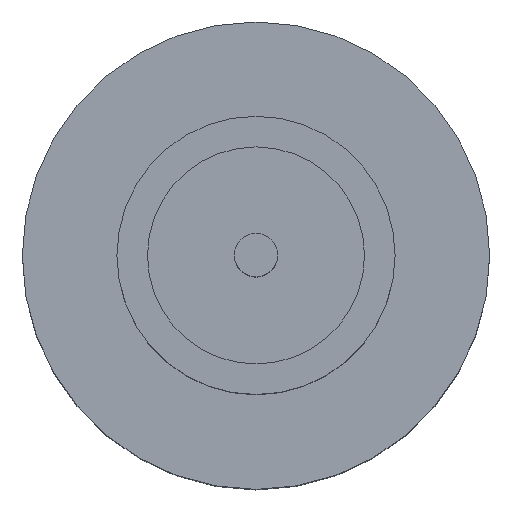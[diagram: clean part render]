
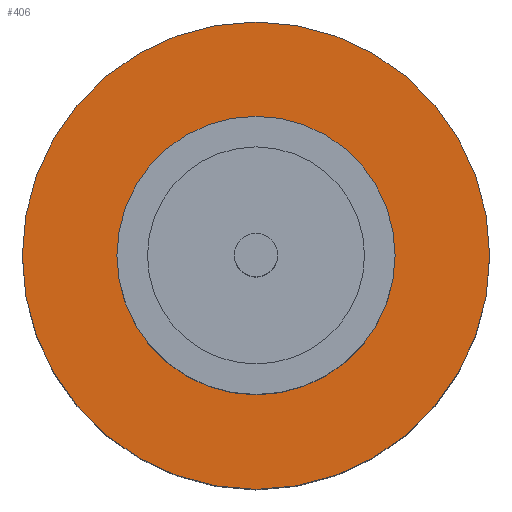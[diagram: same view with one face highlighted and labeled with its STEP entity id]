
A CAD part, top view. The second image highlights one B-rep face of the part: STEP entity #406.
In plain terms, the highlighted planar face has unit normal (0, 0, 1).
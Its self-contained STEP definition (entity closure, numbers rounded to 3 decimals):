
#27 = ORIENTED_EDGE ( 'NONE', *, *, #292, .F. ) ;
#31 = ORIENTED_EDGE ( 'NONE', *, *, #326, .F. ) ;
#72 = DIRECTION ( 'NONE',  ( 1., 0., 0. ) ) ;
#119 = DIRECTION ( 'NONE',  ( 0., 0., 1. ) ) ;
#130 = CARTESIAN_POINT ( 'NONE',  ( -2.1, 0., 1.55 ) ) ;
#160 = CARTESIAN_POINT ( 'NONE',  ( 0., 0., 1.55 ) ) ;
#165 = DIRECTION ( 'NONE',  ( 0., 0., 1. ) ) ;
#170 = CARTESIAN_POINT ( 'NONE',  ( 0., 0., 1.55 ) ) ;
#201 = ORIENTED_EDGE ( 'NONE', *, *, #481, .T. ) ;
#227 = AXIS2_PLACEMENT_3D ( 'NONE', #764, #821, #503 ) ;
#235 = EDGE_LOOP ( 'NONE', ( #201, #737 ) ) ;
#245 = VERTEX_POINT ( 'NONE', #817 ) ;
#253 = CIRCLE ( 'NONE', #308, 1.25 ) ;
#283 = VERTEX_POINT ( 'NONE', #376 ) ;
#292 = EDGE_CURVE ( 'NONE', #283, #245, #732, .T. ) ;
#294 = CARTESIAN_POINT ( 'NONE',  ( 0., 0., 1.55 ) ) ;
#308 = AXIS2_PLACEMENT_3D ( 'NONE', #160, #165, #707 ) ;
#326 = EDGE_CURVE ( 'NONE', #245, #283, #253, .T. ) ;
#360 = FACE_OUTER_BOUND ( 'NONE', #235, .T. ) ;
#364 = DIRECTION ( 'NONE',  ( 0., 0., 1. ) ) ;
#367 = DIRECTION ( 'NONE',  ( 1., 0., 0. ) ) ;
#376 = CARTESIAN_POINT ( 'NONE',  ( -1.25, 0., 1.55 ) ) ;
#406 = ADVANCED_FACE ( 'NONE', ( #542, #360 ), #839, .T. ) ;
#453 = CARTESIAN_POINT ( 'NONE',  ( 2.1, 0., 1.55 ) ) ;
#481 = EDGE_CURVE ( 'NONE', #825, #501, #702, .T. ) ;
#501 = VERTEX_POINT ( 'NONE', #453 ) ;
#503 = DIRECTION ( 'NONE',  ( 1., 0., 0. ) ) ;
#542 = FACE_BOUND ( 'NONE', #563, .T. ) ;
#563 = EDGE_LOOP ( 'NONE', ( #31, #27 ) ) ;
#582 = DIRECTION ( 'NONE',  ( 1., 0., 0. ) ) ;
#621 = AXIS2_PLACEMENT_3D ( 'NONE', #170, #119, #582 ) ;
#664 = AXIS2_PLACEMENT_3D ( 'NONE', #294, #364, #367 ) ;
#674 = DIRECTION ( 'NONE',  ( 0., 0., 1. ) ) ;
#693 = AXIS2_PLACEMENT_3D ( 'NONE', #728, #674, #72 ) ;
#702 = CIRCLE ( 'NONE', #664, 2.1 ) ;
#707 = DIRECTION ( 'NONE',  ( 1., 0., 0. ) ) ;
#711 = CIRCLE ( 'NONE', #693, 2.1 ) ;
#728 = CARTESIAN_POINT ( 'NONE',  ( 0., 0., 1.55 ) ) ;
#732 = CIRCLE ( 'NONE', #227, 1.25 ) ;
#737 = ORIENTED_EDGE ( 'NONE', *, *, #748, .T. ) ;
#748 = EDGE_CURVE ( 'NONE', #501, #825, #711, .T. ) ;
#764 = CARTESIAN_POINT ( 'NONE',  ( 0., 0., 1.55 ) ) ;
#817 = CARTESIAN_POINT ( 'NONE',  ( 1.25, 0., 1.55 ) ) ;
#821 = DIRECTION ( 'NONE',  ( 0., 0., 1. ) ) ;
#825 = VERTEX_POINT ( 'NONE', #130 ) ;
#839 = PLANE ( 'NONE',  #621 ) ;
